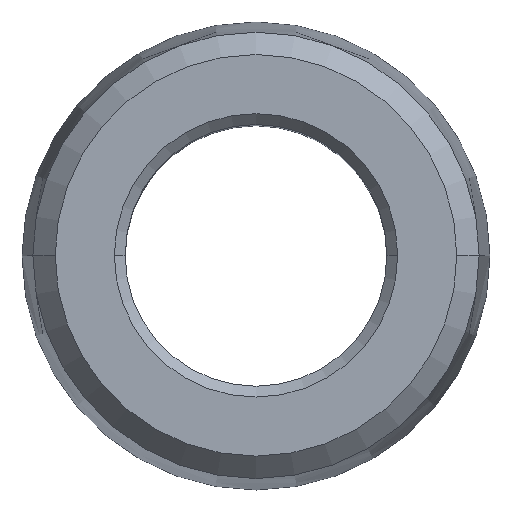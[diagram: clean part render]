
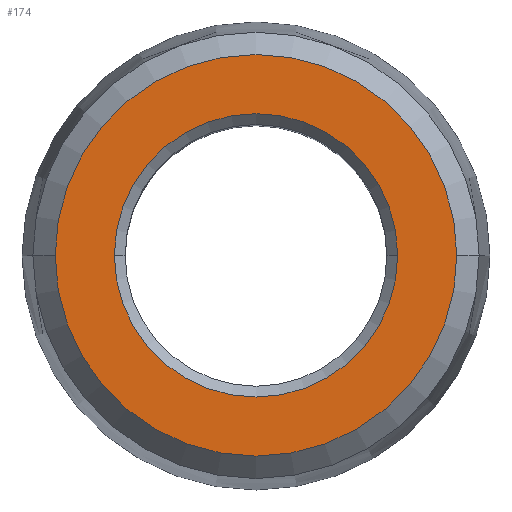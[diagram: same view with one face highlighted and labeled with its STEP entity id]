
A CAD part, top view. The second image highlights one B-rep face of the part: STEP entity #174.
In plain terms, the highlighted planar face has unit normal (0, 0, 1).
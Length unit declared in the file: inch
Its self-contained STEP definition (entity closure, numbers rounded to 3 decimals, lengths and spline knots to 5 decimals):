
#1 = VERTEX_POINT ( 'NONE', #267 ) ;
#11 = CARTESIAN_POINT ( 'NONE',  ( -0.23171, 0., 0.875 ) ) ;
#16 = DIRECTION ( 'NONE',  ( 0., 0., -1. ) ) ;
#32 = CIRCLE ( 'NONE', #149, 0.1635 ) ;
#54 = DIRECTION ( 'NONE',  ( 1., 0., 0. ) ) ;
#55 = CARTESIAN_POINT ( 'NONE',  ( 0., 0., 0.875 ) ) ;
#74 = CARTESIAN_POINT ( 'NONE',  ( 0., 0., 0.875 ) ) ;
#102 = EDGE_CURVE ( 'NONE', #1, #546, #229, .T. ) ;
#104 = VERTEX_POINT ( 'NONE', #141 ) ;
#105 = AXIS2_PLACEMENT_3D ( 'NONE', #221, #335, #505 ) ;
#106 = DIRECTION ( 'NONE',  ( 0., 0., -1. ) ) ;
#141 = CARTESIAN_POINT ( 'NONE',  ( 0.1635, 0., 0.875 ) ) ;
#149 = AXIS2_PLACEMENT_3D ( 'NONE', #233, #106, #405 ) ;
#151 = DIRECTION ( 'NONE',  ( 1., 0., 0. ) ) ;
#156 = FACE_BOUND ( 'NONE', #205, .T. ) ;
#172 = ORIENTED_EDGE ( 'NONE', *, *, #496, .T. ) ;
#174 = ADVANCED_FACE ( 'NONE', ( #156, #366 ), #532, .T. ) ;
#205 = EDGE_LOOP ( 'NONE', ( #294, #172 ) ) ;
#207 = CIRCLE ( 'NONE', #105, 0.23171 ) ;
#210 = EDGE_LOOP ( 'NONE', ( #354, #254 ) ) ;
#221 = CARTESIAN_POINT ( 'NONE',  ( 0., 0., 0.875 ) ) ;
#229 = CIRCLE ( 'NONE', #425, 0.23171 ) ;
#233 = CARTESIAN_POINT ( 'NONE',  ( 0., 0., 0.875 ) ) ;
#254 = ORIENTED_EDGE ( 'NONE', *, *, #102, .T. ) ;
#267 = CARTESIAN_POINT ( 'NONE',  ( 0.23171, 0., 0.875 ) ) ;
#294 = ORIENTED_EDGE ( 'NONE', *, *, #521, .T. ) ;
#320 = CARTESIAN_POINT ( 'NONE',  ( -0.1635, 0., 0.875 ) ) ;
#321 = DIRECTION ( 'NONE',  ( 0., 0., 1. ) ) ;
#335 = DIRECTION ( 'NONE',  ( 0., 0., 1. ) ) ;
#337 = AXIS2_PLACEMENT_3D ( 'NONE', #362, #16, #54 ) ;
#351 = DIRECTION ( 'NONE',  ( 0., 0., 1. ) ) ;
#354 = ORIENTED_EDGE ( 'NONE', *, *, #390, .T. ) ;
#362 = CARTESIAN_POINT ( 'NONE',  ( 0., 0., 0.875 ) ) ;
#366 = FACE_OUTER_BOUND ( 'NONE', #210, .T. ) ;
#390 = EDGE_CURVE ( 'NONE', #546, #1, #207, .T. ) ;
#405 = DIRECTION ( 'NONE',  ( 1., 0., 0. ) ) ;
#425 = AXIS2_PLACEMENT_3D ( 'NONE', #55, #351, #525 ) ;
#473 = AXIS2_PLACEMENT_3D ( 'NONE', #74, #321, #151 ) ;
#496 = EDGE_CURVE ( 'NONE', #512, #104, #32, .T. ) ;
#505 = DIRECTION ( 'NONE',  ( 1., 0., 0. ) ) ;
#512 = VERTEX_POINT ( 'NONE', #320 ) ;
#521 = EDGE_CURVE ( 'NONE', #104, #512, #524, .T. ) ;
#524 = CIRCLE ( 'NONE', #337, 0.1635 ) ;
#525 = DIRECTION ( 'NONE',  ( 1., 0., 0. ) ) ;
#532 = PLANE ( 'NONE',  #473 ) ;
#546 = VERTEX_POINT ( 'NONE', #11 ) ;
